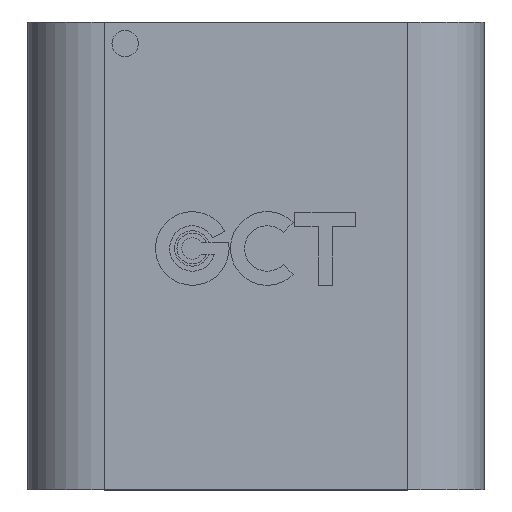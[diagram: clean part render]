
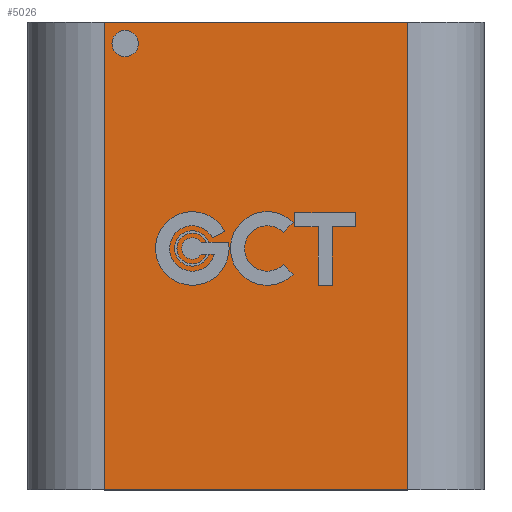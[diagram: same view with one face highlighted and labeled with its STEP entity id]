
A CAD part, top view. The second image highlights one B-rep face of the part: STEP entity #5026.
In plain terms, the highlighted planar face has unit normal (0, 0, 1).
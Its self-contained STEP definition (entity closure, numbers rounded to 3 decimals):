
#504=FACE_OUTER_BOUND('',#818,.T.);
#818=EDGE_LOOP('',(#3836,#3837,#3838,#3839));
#1077=LINE('',#7615,#1604);
#1154=LINE('',#7864,#1681);
#1225=LINE('',#8070,#1752);
#1226=LINE('',#8072,#1753);
#1604=VECTOR('',#6022,10.);
#1681=VECTOR('',#6243,10.);
#1752=VECTOR('',#6466,10.);
#1753=VECTOR('',#6469,10.);
#2144=VERTEX_POINT('',#7612);
#2145=VERTEX_POINT('',#7614);
#2244=VERTEX_POINT('',#7861);
#2245=VERTEX_POINT('',#7863);
#2616=EDGE_CURVE('',#2144,#2145,#1077,.T.);
#2741=EDGE_CURVE('',#2244,#2245,#1154,.T.);
#2831=EDGE_CURVE('',#2144,#2245,#1225,.T.);
#2832=EDGE_CURVE('',#2145,#2244,#1226,.T.);
#3836=ORIENTED_EDGE('',*,*,#2831,.T.);
#3837=ORIENTED_EDGE('',*,*,#2741,.F.);
#3838=ORIENTED_EDGE('',*,*,#2832,.F.);
#3839=ORIENTED_EDGE('',*,*,#2616,.F.);
#4788=PLANE('',#5571);
#5026=ADVANCED_FACE('',(#504),#4788,.T.);
#5571=AXIS2_PLACEMENT_3D('',#8071,#6467,#6468);
#6022=DIRECTION('',(-1.,0.,0.));
#6243=DIRECTION('',(1.,0.,0.));
#6466=DIRECTION('',(0.,1.,0.));
#6467=DIRECTION('center_axis',(0.,0.,1.));
#6468=DIRECTION('ref_axis',(1.,0.,0.));
#6469=DIRECTION('',(0.,1.,0.));
#7612=CARTESIAN_POINT('',(2.975,-4.585,3.66));
#7614=CARTESIAN_POINT('',(-2.975,-4.585,3.66));
#7615=CARTESIAN_POINT('',(-2.975,-4.585,3.66));
#7861=CARTESIAN_POINT('',(-2.975,4.585,3.66));
#7863=CARTESIAN_POINT('',(2.975,4.585,3.66));
#7864=CARTESIAN_POINT('',(-2.975,4.585,3.66));
#8070=CARTESIAN_POINT('',(2.975,0.,3.66));
#8071=CARTESIAN_POINT('Origin',(-2.975,0.,3.66));
#8072=CARTESIAN_POINT('',(-2.975,0.,3.66));
